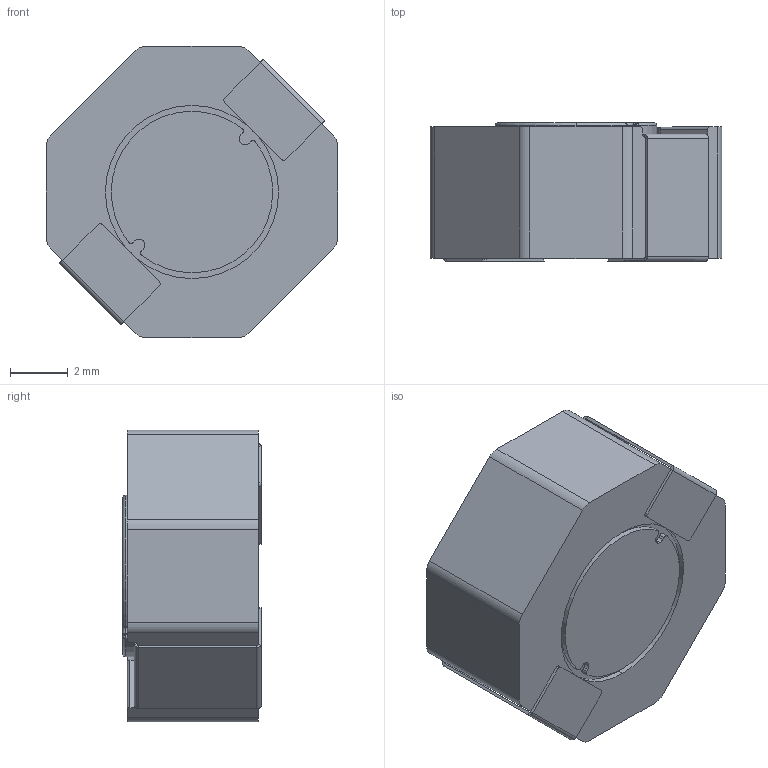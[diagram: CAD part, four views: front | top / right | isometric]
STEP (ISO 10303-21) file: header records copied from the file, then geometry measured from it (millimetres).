
FILE_DESCRIPTION (( 'STEP AP214' ), '1' );
FILE_NAME ('#B952AS-H-6R8N=P3.STEP', '2020-01-27T23:49:39', ( '' ), ( '' ), 'SwSTEP 2.0', 'SolidWorks 2018', '' );
FILE_SCHEMA (( 'AUTOMOTIVE_DESIGN' ));
Length unit declared in the file: millimetre
Products named in the file (1): #B952AS-H-6R8N=P3
Bounding box: 10.1 x 4.8 x 10.1 mm (x, y, z)
Volume: 370.2 mm3; surface area: 433.3 mm2
Topology: 4 solids, 4 shells, 148 faces, 360 edges, 222 vertices
Faces by surface type: cylinder 71, plane 66, torus 6, sphere 5
Entity records: 4456 total; most frequent: CARTESIAN_POINT 845, DIRECTION 793, ORIENTED_EDGE 712, EDGE_CURVE 356, AXIS2_PLACEMENT_3D 296, VERTEX_POINT 220, VECTOR 201, LINE 201
